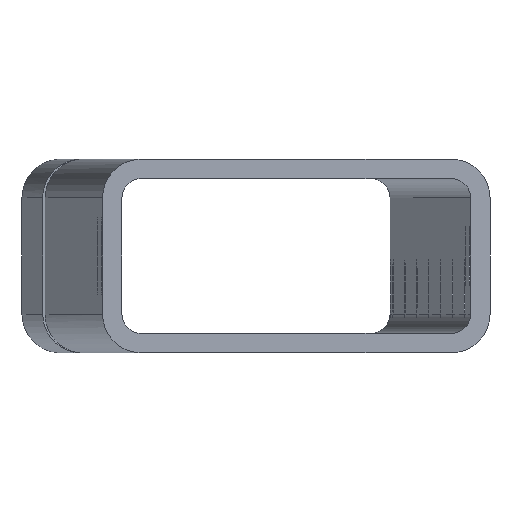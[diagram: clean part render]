
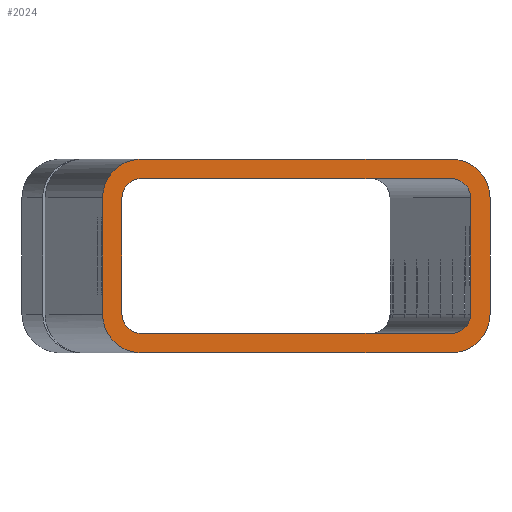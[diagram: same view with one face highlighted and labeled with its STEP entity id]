
A CAD part, front view. The second image highlights one B-rep face of the part: STEP entity #2024.
In plain terms, the highlighted planar face has unit normal (0.009, -1, 0).
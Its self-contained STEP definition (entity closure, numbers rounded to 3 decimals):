
#91 = CARTESIAN_POINT ( 'NONE',  ( 8.757, 1887.975, -16.25 ) ) ;
#96 = VERTEX_POINT ( 'NONE', #208 ) ;
#133 = LINE ( 'NONE', #3681, #1609 ) ;
#143 = DIRECTION ( 'NONE',  ( 1., 0.009, 0. ) ) ;
#181 = CIRCLE ( 'NONE', #1912, 3. ) ;
#198 = EDGE_LOOP ( 'NONE', ( #1180, #3166, #2145, #2531, #3386, #3910, #3542, #4164 ) ) ;
#205 = LINE ( 'NONE', #3772, #2456 ) ;
#208 = CARTESIAN_POINT ( 'NONE',  ( 56.755, 1888.418, -46.25 ) ) ;
#221 = EDGE_CURVE ( 'NONE', #315, #2817, #1308, .T. ) ;
#234 = VECTOR ( 'NONE', #1361, 1000. ) ;
#250 = EDGE_CURVE ( 'NONE', #2817, #917, #181, .T. ) ;
#315 = VERTEX_POINT ( 'NONE', #2875 ) ;
#393 = VECTOR ( 'NONE', #1894, 1000. ) ;
#415 = LINE ( 'NONE', #3379, #3155 ) ;
#444 = LINE ( 'NONE', #3643, #2841 ) ;
#461 = EDGE_LOOP ( 'NONE', ( #2873, #3577, #1369, #2370, #4084, #2555, #3717, #3861 ) ) ;
#526 = DIRECTION ( 'NONE',  ( 1., 0.009, 0. ) ) ;
#531 = DIRECTION ( 'NONE',  ( 0.009, -1., 0. ) ) ;
#637 = CARTESIAN_POINT ( 'NONE',  ( 62.755, 1888.473, -22.25 ) ) ;
#704 = EDGE_CURVE ( 'NONE', #1344, #3028, #1822, .T. ) ;
#758 = CARTESIAN_POINT ( 'NONE',  ( 59.755, 1888.446, -22.25 ) ) ;
#768 = DIRECTION ( 'NONE',  ( -1., -0.009, 0. ) ) ;
#810 = EDGE_CURVE ( 'NONE', #1800, #2190, #2047, .T. ) ;
#847 = CARTESIAN_POINT ( 'NONE',  ( 8.757, 1887.975, -22.25 ) ) ;
#894 = DIRECTION ( 'NONE',  ( 0.009, -1., 0. ) ) ;
#917 = VERTEX_POINT ( 'NONE', #2013 ) ;
#924 = CARTESIAN_POINT ( 'NONE',  ( 8.757, 1887.975, -40.25 ) ) ;
#1007 = CARTESIAN_POINT ( 'NONE',  ( 8.757, 1887.975, -46.25 ) ) ;
#1053 = CARTESIAN_POINT ( 'NONE',  ( 2.757, 1887.92, -22.25 ) ) ;
#1055 = DIRECTION ( 'NONE',  ( 1., 0.009, 0. ) ) ;
#1127 = EDGE_CURVE ( 'NONE', #1906, #96, #133, .T. ) ;
#1157 = FACE_OUTER_BOUND ( 'NONE', #461, .T. ) ;
#1180 = ORIENTED_EDGE ( 'NONE', *, *, #3176, .F. ) ;
#1268 = AXIS2_PLACEMENT_3D ( 'NONE', #2333, #3332, #1055 ) ;
#1287 = CARTESIAN_POINT ( 'NONE',  ( 2.757, 1887.92, -22.25 ) ) ;
#1308 = LINE ( 'NONE', #1856, #2329 ) ;
#1344 = VERTEX_POINT ( 'NONE', #637 ) ;
#1361 = DIRECTION ( 'NONE',  ( 0., 0., -1. ) ) ;
#1369 = ORIENTED_EDGE ( 'NONE', *, *, #1945, .T. ) ;
#1441 = CARTESIAN_POINT ( 'NONE',  ( 8.757, 1887.975, -19.25 ) ) ;
#1457 = DIRECTION ( 'NONE',  ( 1., 0.009, 0. ) ) ;
#1541 = DIRECTION ( 'NONE',  ( 1., 0.009, 0. ) ) ;
#1568 = AXIS2_PLACEMENT_3D ( 'NONE', #3955, #3583, #2929 ) ;
#1571 = DIRECTION ( 'NONE',  ( 1., 0.009, 0. ) ) ;
#1609 = VECTOR ( 'NONE', #1457, 1000. ) ;
#1641 = AXIS2_PLACEMENT_3D ( 'NONE', #3436, #2802, #143 ) ;
#1793 = DIRECTION ( 'NONE',  ( -1., -0.009, 0. ) ) ;
#1800 = VERTEX_POINT ( 'NONE', #1287 ) ;
#1822 = CIRCLE ( 'NONE', #3255, 6. ) ;
#1856 = CARTESIAN_POINT ( 'NONE',  ( 5.757, 1887.947, -40.25 ) ) ;
#1863 = DIRECTION ( 'NONE',  ( 1., 0.009, 0. ) ) ;
#1879 = DIRECTION ( 'NONE',  ( 0.009, -1., 0. ) ) ;
#1894 = DIRECTION ( 'NONE',  ( 1., 0.009, 0. ) ) ;
#1906 = VERTEX_POINT ( 'NONE', #1007 ) ;
#1912 = AXIS2_PLACEMENT_3D ( 'NONE', #924, #2907, #1541 ) ;
#1945 = EDGE_CURVE ( 'NONE', #2190, #1906, #2520, .T. ) ;
#1957 = EDGE_CURVE ( 'NONE', #2947, #3526, #205, .T. ) ;
#1991 = AXIS2_PLACEMENT_3D ( 'NONE', #4162, #531, #1863 ) ;
#2013 = CARTESIAN_POINT ( 'NONE',  ( 8.757, 1887.975, -43.25 ) ) ;
#2024 = ADVANCED_FACE ( 'NONE', ( #4092, #1157 ), #2499, .T. ) ;
#2047 = LINE ( 'NONE', #1053, #234 ) ;
#2077 = DIRECTION ( 'NONE',  ( 0., 0., 1. ) ) ;
#2145 = ORIENTED_EDGE ( 'NONE', *, *, #2212, .F. ) ;
#2157 = DIRECTION ( 'NONE',  ( 1., 0.009, 0. ) ) ;
#2190 = VERTEX_POINT ( 'NONE', #2348 ) ;
#2212 = EDGE_CURVE ( 'NONE', #2646, #2947, #3871, .T. ) ;
#2289 = CARTESIAN_POINT ( 'NONE',  ( 56.755, 1888.418, -19.25 ) ) ;
#2329 = VECTOR ( 'NONE', #3079, 1000. ) ;
#2333 = CARTESIAN_POINT ( 'NONE',  ( 8.757, 1887.975, -40.25 ) ) ;
#2344 = CIRCLE ( 'NONE', #1991, 6. ) ;
#2348 = CARTESIAN_POINT ( 'NONE',  ( 2.757, 1887.92, -40.25 ) ) ;
#2370 = ORIENTED_EDGE ( 'NONE', *, *, #1127, .T. ) ;
#2417 = DIRECTION ( 'NONE',  ( 1., 0.009, 0. ) ) ;
#2456 = VECTOR ( 'NONE', #1793, 1000. ) ;
#2476 = EDGE_CURVE ( 'NONE', #96, #4232, #2808, .T. ) ;
#2499 = PLANE ( 'NONE',  #3531 ) ;
#2520 = CIRCLE ( 'NONE', #1268, 6. ) ;
#2531 = ORIENTED_EDGE ( 'NONE', *, *, #3988, .F. ) ;
#2540 = CARTESIAN_POINT ( 'NONE',  ( 8.757, 1887.975, -43.25 ) ) ;
#2555 = ORIENTED_EDGE ( 'NONE', *, *, #2980, .T. ) ;
#2601 = VERTEX_POINT ( 'NONE', #3015 ) ;
#2624 = CIRCLE ( 'NONE', #1641, 3. ) ;
#2646 = VERTEX_POINT ( 'NONE', #758 ) ;
#2674 = CARTESIAN_POINT ( 'NONE',  ( 56.755, 1888.418, -16.25 ) ) ;
#2686 = CIRCLE ( 'NONE', #3486, 3. ) ;
#2730 = LINE ( 'NONE', #3501, #2882 ) ;
#2759 = DIRECTION ( 'NONE',  ( 0.009, -1., 0. ) ) ;
#2802 = DIRECTION ( 'NONE',  ( 0.009, -1., 0. ) ) ;
#2808 = CIRCLE ( 'NONE', #1568, 6. ) ;
#2817 = VERTEX_POINT ( 'NONE', #4100 ) ;
#2841 = VECTOR ( 'NONE', #2077, 1000. ) ;
#2863 = CARTESIAN_POINT ( 'NONE',  ( 56.755, 1888.418, -40.25 ) ) ;
#2873 = ORIENTED_EDGE ( 'NONE', *, *, #3916, .T. ) ;
#2875 = CARTESIAN_POINT ( 'NONE',  ( 5.757, 1887.947, -22.25 ) ) ;
#2882 = VECTOR ( 'NONE', #3710, 1000. ) ;
#2907 = DIRECTION ( 'NONE',  ( 0.009, -1., 0. ) ) ;
#2929 = DIRECTION ( 'NONE',  ( 1., 0.009, 0. ) ) ;
#2935 = LINE ( 'NONE', #2540, #393 ) ;
#2947 = VERTEX_POINT ( 'NONE', #2289 ) ;
#2980 = EDGE_CURVE ( 'NONE', #4232, #1344, #444, .T. ) ;
#3015 = CARTESIAN_POINT ( 'NONE',  ( 59.755, 1888.446, -40.25 ) ) ;
#3028 = VERTEX_POINT ( 'NONE', #2674 ) ;
#3079 = DIRECTION ( 'NONE',  ( 0., 0., -1. ) ) ;
#3155 = VECTOR ( 'NONE', #768, 1000. ) ;
#3166 = ORIENTED_EDGE ( 'NONE', *, *, #1957, .F. ) ;
#3176 = EDGE_CURVE ( 'NONE', #3526, #315, #2624, .T. ) ;
#3233 = EDGE_CURVE ( 'NONE', #3563, #2601, #2686, .T. ) ;
#3255 = AXIS2_PLACEMENT_3D ( 'NONE', #3475, #1879, #526 ) ;
#3332 = DIRECTION ( 'NONE',  ( 0.009, -1., 0. ) ) ;
#3372 = EDGE_CURVE ( 'NONE', #3028, #3764, #415, .T. ) ;
#3379 = CARTESIAN_POINT ( 'NONE',  ( 8.757, 1887.975, -16.25 ) ) ;
#3386 = ORIENTED_EDGE ( 'NONE', *, *, #3233, .F. ) ;
#3436 = CARTESIAN_POINT ( 'NONE',  ( 8.757, 1887.975, -22.25 ) ) ;
#3475 = CARTESIAN_POINT ( 'NONE',  ( 56.755, 1888.418, -22.25 ) ) ;
#3486 = AXIS2_PLACEMENT_3D ( 'NONE', #2863, #3901, #1571 ) ;
#3501 = CARTESIAN_POINT ( 'NONE',  ( 59.755, 1888.446, -22.25 ) ) ;
#3526 = VERTEX_POINT ( 'NONE', #1441 ) ;
#3531 = AXIS2_PLACEMENT_3D ( 'NONE', #847, #2759, #2157 ) ;
#3542 = ORIENTED_EDGE ( 'NONE', *, *, #250, .F. ) ;
#3563 = VERTEX_POINT ( 'NONE', #3792 ) ;
#3577 = ORIENTED_EDGE ( 'NONE', *, *, #810, .T. ) ;
#3583 = DIRECTION ( 'NONE',  ( 0.009, -1., 0. ) ) ;
#3643 = CARTESIAN_POINT ( 'NONE',  ( 62.755, 1888.473, -40.25 ) ) ;
#3681 = CARTESIAN_POINT ( 'NONE',  ( 8.757, 1887.975, -46.25 ) ) ;
#3702 = EDGE_CURVE ( 'NONE', #917, #3563, #2935, .T. ) ;
#3710 = DIRECTION ( 'NONE',  ( 0., 0., 1. ) ) ;
#3717 = ORIENTED_EDGE ( 'NONE', *, *, #704, .T. ) ;
#3764 = VERTEX_POINT ( 'NONE', #91 ) ;
#3772 = CARTESIAN_POINT ( 'NONE',  ( 8.757, 1887.975, -19.25 ) ) ;
#3792 = CARTESIAN_POINT ( 'NONE',  ( 56.755, 1888.418, -43.25 ) ) ;
#3837 = CARTESIAN_POINT ( 'NONE',  ( 56.755, 1888.418, -22.25 ) ) ;
#3861 = ORIENTED_EDGE ( 'NONE', *, *, #3372, .T. ) ;
#3871 = CIRCLE ( 'NONE', #4149, 3. ) ;
#3901 = DIRECTION ( 'NONE',  ( 0.009, -1., 0. ) ) ;
#3910 = ORIENTED_EDGE ( 'NONE', *, *, #3702, .F. ) ;
#3916 = EDGE_CURVE ( 'NONE', #3764, #1800, #2344, .T. ) ;
#3955 = CARTESIAN_POINT ( 'NONE',  ( 56.755, 1888.418, -40.25 ) ) ;
#3988 = EDGE_CURVE ( 'NONE', #2601, #2646, #2730, .T. ) ;
#4031 = CARTESIAN_POINT ( 'NONE',  ( 62.755, 1888.473, -40.25 ) ) ;
#4084 = ORIENTED_EDGE ( 'NONE', *, *, #2476, .T. ) ;
#4092 = FACE_BOUND ( 'NONE', #198, .T. ) ;
#4100 = CARTESIAN_POINT ( 'NONE',  ( 5.757, 1887.947, -40.25 ) ) ;
#4149 = AXIS2_PLACEMENT_3D ( 'NONE', #3837, #894, #2417 ) ;
#4162 = CARTESIAN_POINT ( 'NONE',  ( 8.757, 1887.975, -22.25 ) ) ;
#4164 = ORIENTED_EDGE ( 'NONE', *, *, #221, .F. ) ;
#4232 = VERTEX_POINT ( 'NONE', #4031 ) ;
